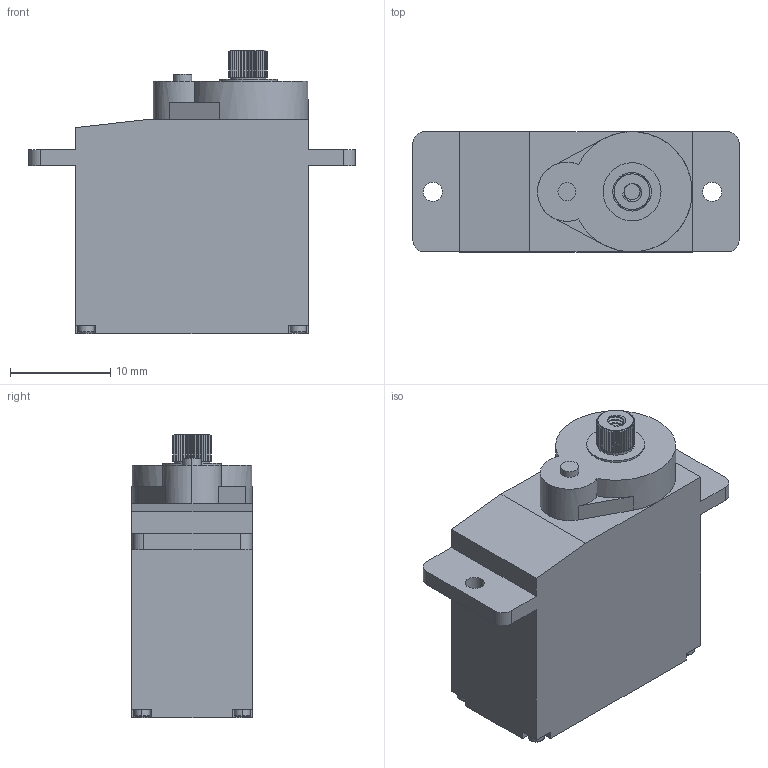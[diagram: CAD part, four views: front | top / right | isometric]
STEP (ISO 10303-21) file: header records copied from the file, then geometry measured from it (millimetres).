
FILE_DESCRIPTION (( 'STEP AP214' ), '1' );
FILE_NAME ('Micro servo motor.STEP', '2021-06-03T07:25:50', ( '' ), ( '' ), 'SwSTEP 2.0', 'SolidWorks 2016', '' );
FILE_SCHEMA (( 'AUTOMOTIVE_DESIGN' ));
Length unit declared in the file: millimetre
Products named in the file (1): Micro servo motor
Bounding box: 32.6 x 12 x 28.35 mm (x, y, z)
Volume: 6622.3 mm3; surface area: 2598.2 mm2
Topology: 1 solids, 1 shells, 370 faces, 886 edges, 531 vertices
Faces by surface type: plane 219, cylinder 98, cone 42, torus 8, bspline 3
Entity records: 15430 total; most frequent: CARTESIAN_POINT 3540, ORIENTED_EDGE 1772, DIRECTION 1736, EDGE_CURVE 886, AXIS2_PLACEMENT_3D 621, VERTEX_POINT 531, LINE 494, VECTOR 494
